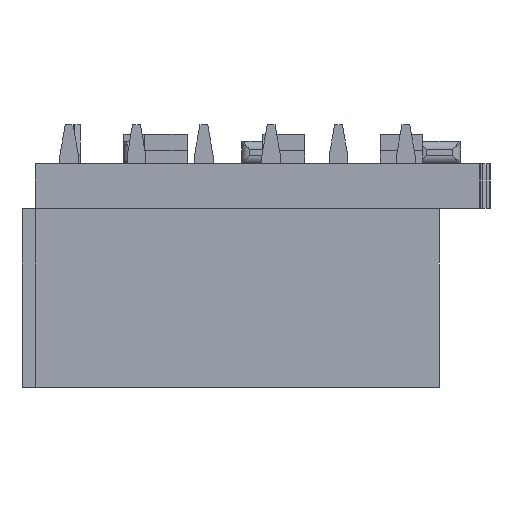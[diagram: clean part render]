
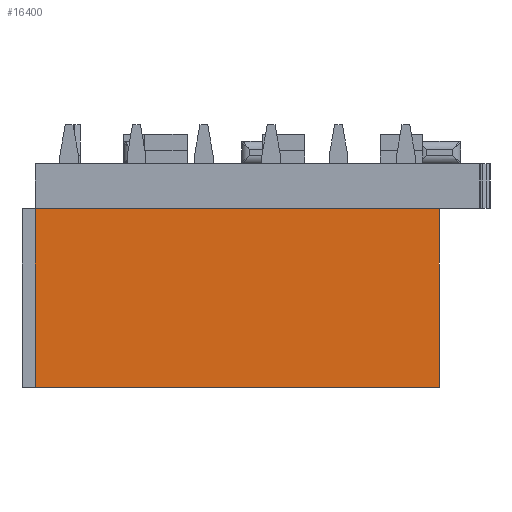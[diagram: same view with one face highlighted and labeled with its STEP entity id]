
A CAD part, left-side view. The second image highlights one B-rep face of the part: STEP entity #16400.
In plain terms, the highlighted face is planar.
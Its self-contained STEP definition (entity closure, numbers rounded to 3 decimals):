
#15315 = VERTEX_POINT('',#15316);
#15316 = CARTESIAN_POINT('',(-2.54,-1.778,-6.731));
#15325 = PLANE('',#15326);
#15326 = AXIS2_PLACEMENT_3D('',#15327,#15328,#15329);
#15327 = CARTESIAN_POINT('',(-2.54,-0.098,-4.931)
  );
#15328 = DIRECTION('',(1.,0.,0.));
#15329 = DIRECTION('',(0.,0.,-1.));
#15337 = PLANE('',#15338);
#15338 = AXIS2_PLACEMENT_3D('',#15339,#15340,#15341);
#15339 = CARTESIAN_POINT('',(0.,0.,-6.731));
#15340 = DIRECTION('',(0.,0.,1.));
#15341 = DIRECTION('',(1.,0.,0.));
#15349 = EDGE_CURVE('',#15350,#15315,#15352,.T.);
#15350 = VERTEX_POINT('',#15351);
#15351 = CARTESIAN_POINT('',(-2.54,-1.778,0.));
#15352 = SURFACE_CURVE('',#15353,(#15357,#15364),.PCURVE_S1.);
#15353 = LINE('',#15354,#15355);
#15354 = CARTESIAN_POINT('',(-2.54,-1.778,0.));
#15355 = VECTOR('',#15356,1.);
#15356 = DIRECTION('',(0.,0.,-1.));
#15357 = PCURVE('',#15325,#15358);
#15358 = DEFINITIONAL_REPRESENTATION('',(#15359),#15363);
#15359 = LINE('',#15360,#15361);
#15360 = CARTESIAN_POINT('',(-4.931,-1.68));
#15361 = VECTOR('',#15362,1.);
#15362 = DIRECTION('',(1.,0.));
#15363 = ( GEOMETRIC_REPRESENTATION_CONTEXT(2) 
PARAMETRIC_REPRESENTATION_CONTEXT() REPRESENTATION_CONTEXT('2D SPACE',''
  ) );
#15364 = PCURVE('',#15365,#15370);
#15365 = PLANE('',#15366);
#15366 = AXIS2_PLACEMENT_3D('',#15367,#15368,#15369);
#15367 = CARTESIAN_POINT('',(-12.573,-1.778,0.));
#15368 = DIRECTION('',(0.,-1.,0.));
#15369 = DIRECTION('',(0.,0.,-1.));
#15370 = DEFINITIONAL_REPRESENTATION('',(#15371),#15375);
#15371 = LINE('',#15372,#15373);
#15372 = CARTESIAN_POINT('',(0.,10.033));
#15373 = VECTOR('',#15374,1.);
#15374 = DIRECTION('',(1.,0.));
#15375 = ( GEOMETRIC_REPRESENTATION_CONTEXT(2) 
PARAMETRIC_REPRESENTATION_CONTEXT() REPRESENTATION_CONTEXT('2D SPACE',''
  ) );
#15393 = PLANE('',#15394);
#15394 = AXIS2_PLACEMENT_3D('',#15395,#15396,#15397);
#15395 = CARTESIAN_POINT('',(0.,0.,0.));
#15396 = DIRECTION('',(0.,0.,1.));
#15397 = DIRECTION('',(1.,0.,0.));
#15586 = PLANE('',#15587);
#15587 = AXIS2_PLACEMENT_3D('',#15588,#15589,#15590);
#15588 = CARTESIAN_POINT('',(12.7,-1.651,0.));
#15589 = DIRECTION('',(1.,0.,0.));
#15590 = DIRECTION('',(0.,0.,-1.));
#15672 = EDGE_CURVE('',#15350,#15673,#15675,.T.);
#15673 = VERTEX_POINT('',#15674);
#15674 = CARTESIAN_POINT('',(12.7,-1.778,0.));
#15675 = SURFACE_CURVE('',#15676,(#15680,#15687),.PCURVE_S1.);
#15676 = LINE('',#15677,#15678);
#15677 = CARTESIAN_POINT('',(-2.54,-1.778,0.));
#15678 = VECTOR('',#15679,1.);
#15679 = DIRECTION('',(1.,0.,0.));
#15680 = PCURVE('',#15393,#15681);
#15681 = DEFINITIONAL_REPRESENTATION('',(#15682),#15686);
#15682 = LINE('',#15683,#15684);
#15683 = CARTESIAN_POINT('',(-2.54,-1.778));
#15684 = VECTOR('',#15685,1.);
#15685 = DIRECTION('',(1.,0.));
#15686 = ( GEOMETRIC_REPRESENTATION_CONTEXT(2) 
PARAMETRIC_REPRESENTATION_CONTEXT() REPRESENTATION_CONTEXT('2D SPACE',''
  ) );
#15687 = PCURVE('',#15365,#15688);
#15688 = DEFINITIONAL_REPRESENTATION('',(#15689),#15693);
#15689 = LINE('',#15690,#15691);
#15690 = CARTESIAN_POINT('',(0.,10.033));
#15691 = VECTOR('',#15692,1.);
#15692 = DIRECTION('',(0.,1.));
#15693 = ( GEOMETRIC_REPRESENTATION_CONTEXT(2) 
PARAMETRIC_REPRESENTATION_CONTEXT() REPRESENTATION_CONTEXT('2D SPACE',''
  ) );
#16400 = ADVANCED_FACE('',(#16401),#15365,.T.);
#16401 = FACE_BOUND('',#16402,.T.);
#16402 = EDGE_LOOP('',(#16403,#16404,#16427,#16448));
#16403 = ORIENTED_EDGE('',*,*,#15349,.T.);
#16404 = ORIENTED_EDGE('',*,*,#16405,.T.);
#16405 = EDGE_CURVE('',#15315,#16406,#16408,.T.);
#16406 = VERTEX_POINT('',#16407);
#16407 = CARTESIAN_POINT('',(12.7,-1.778,-6.731));
#16408 = SURFACE_CURVE('',#16409,(#16413,#16420),.PCURVE_S1.);
#16409 = LINE('',#16410,#16411);
#16410 = CARTESIAN_POINT('',(-2.54,-1.778,-6.731));
#16411 = VECTOR('',#16412,1.);
#16412 = DIRECTION('',(1.,0.,0.));
#16413 = PCURVE('',#15365,#16414);
#16414 = DEFINITIONAL_REPRESENTATION('',(#16415),#16419);
#16415 = LINE('',#16416,#16417);
#16416 = CARTESIAN_POINT('',(6.731,10.033));
#16417 = VECTOR('',#16418,1.);
#16418 = DIRECTION('',(0.,1.));
#16419 = ( GEOMETRIC_REPRESENTATION_CONTEXT(2) 
PARAMETRIC_REPRESENTATION_CONTEXT() REPRESENTATION_CONTEXT('2D SPACE',''
  ) );
#16420 = PCURVE('',#15337,#16421);
#16421 = DEFINITIONAL_REPRESENTATION('',(#16422),#16426);
#16422 = LINE('',#16423,#16424);
#16423 = CARTESIAN_POINT('',(-2.54,-1.778));
#16424 = VECTOR('',#16425,1.);
#16425 = DIRECTION('',(1.,0.));
#16426 = ( GEOMETRIC_REPRESENTATION_CONTEXT(2) 
PARAMETRIC_REPRESENTATION_CONTEXT() REPRESENTATION_CONTEXT('2D SPACE',''
  ) );
#16427 = ORIENTED_EDGE('',*,*,#16428,.T.);
#16428 = EDGE_CURVE('',#16406,#15673,#16429,.T.);
#16429 = SURFACE_CURVE('',#16430,(#16434,#16441),.PCURVE_S1.);
#16430 = LINE('',#16431,#16432);
#16431 = CARTESIAN_POINT('',(12.7,-1.778,-6.731));
#16432 = VECTOR('',#16433,1.);
#16433 = DIRECTION('',(0.,0.,1.));
#16434 = PCURVE('',#15365,#16435);
#16435 = DEFINITIONAL_REPRESENTATION('',(#16436),#16440);
#16436 = LINE('',#16437,#16438);
#16437 = CARTESIAN_POINT('',(6.731,25.273));
#16438 = VECTOR('',#16439,1.);
#16439 = DIRECTION('',(-1.,0.));
#16440 = ( GEOMETRIC_REPRESENTATION_CONTEXT(2) 
PARAMETRIC_REPRESENTATION_CONTEXT() REPRESENTATION_CONTEXT('2D SPACE',''
  ) );
#16441 = PCURVE('',#15586,#16442);
#16442 = DEFINITIONAL_REPRESENTATION('',(#16443),#16447);
#16443 = LINE('',#16444,#16445);
#16444 = CARTESIAN_POINT('',(6.731,-0.127));
#16445 = VECTOR('',#16446,1.);
#16446 = DIRECTION('',(-1.,0.));
#16447 = ( GEOMETRIC_REPRESENTATION_CONTEXT(2) 
PARAMETRIC_REPRESENTATION_CONTEXT() REPRESENTATION_CONTEXT('2D SPACE',''
  ) );
#16448 = ORIENTED_EDGE('',*,*,#15672,.F.);
